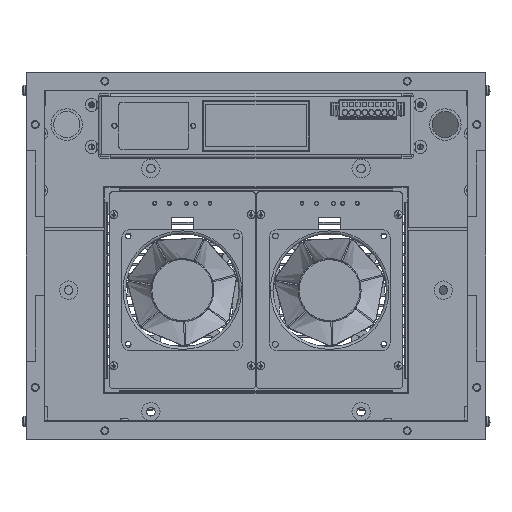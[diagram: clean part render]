
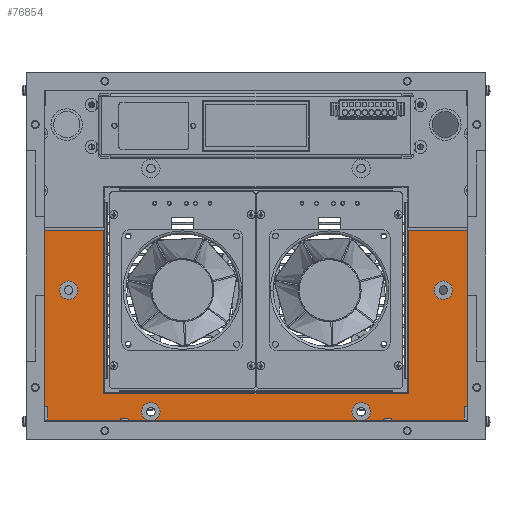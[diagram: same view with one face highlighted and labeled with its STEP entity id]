
A CAD part, front view. The second image highlights one B-rep face of the part: STEP entity #76854.
In plain terms, the highlighted planar face has unit normal (0, -1, 0).
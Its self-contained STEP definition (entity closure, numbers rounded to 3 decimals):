
#76339=DIRECTION('',(-1.,0.,0.));
#76340=VECTOR('',#76339,56.);
#76341=CARTESIAN_POINT('',(56.,-5.,-2.));
#76342=LINE('',#76341,#76340);
#76347=DIRECTION('',(0.,0.,1.));
#76348=VECTOR('',#76347,124.5);
#76349=CARTESIAN_POINT('',(56.,-5.,-126.5));
#76350=LINE('',#76349,#76348);
#76355=DIRECTION('',(-1.,0.,0.));
#76356=VECTOR('',#76355,232.);
#76357=CARTESIAN_POINT('',(288.,-5.,-126.5));
#76358=LINE('',#76357,#76356);
#76363=DIRECTION('',(0.,0.,-1.));
#76364=VECTOR('',#76363,124.5);
#76365=CARTESIAN_POINT('',(288.,-5.,-2.));
#76366=LINE('',#76365,#76364);
#76371=DIRECTION('',(-1.,0.,0.));
#76372=VECTOR('',#76371,56.);
#76373=CARTESIAN_POINT('',(344.,-5.,-2.));
#76374=LINE('',#76373,#76372);
#76379=DIRECTION('',(0.,0.,1.));
#76380=VECTOR('',#76379,134.);
#76381=CARTESIAN_POINT('',(344.,-5.,-136.));
#76382=LINE('',#76381,#76380);
#76387=DIRECTION('',(1.,0.,0.));
#76388=VECTOR('',#76387,13.5);
#76389=CARTESIAN_POINT('',(330.5,-5.,-136.));
#76390=LINE('',#76389,#76388);
#76395=DIRECTION('',(0.,0.,1.));
#76396=VECTOR('',#76395,13.5);
#76397=CARTESIAN_POINT('',(330.5,-5.,-149.5));
#76398=LINE('',#76397,#76396);
#76403=DIRECTION('',(1.,0.,0.));
#76404=VECTOR('',#76403,317.);
#76405=CARTESIAN_POINT('',(13.5,-5.,-149.5));
#76406=LINE('',#76405,#76404);
#76411=DIRECTION('',(0.,0.,-1.));
#76412=VECTOR('',#76411,13.5);
#76413=CARTESIAN_POINT('',(13.5,-5.,-136.));
#76414=LINE('',#76413,#76412);
#76419=DIRECTION('',(1.,0.,0.));
#76420=VECTOR('',#76419,13.5);
#76421=CARTESIAN_POINT('',(0.,-5.,-136.));
#76422=LINE('',#76421,#76420);
#76427=DIRECTION('',(0.,0.,-1.));
#76428=VECTOR('',#76427,134.);
#76429=CARTESIAN_POINT('',(0.,-5.,-2.));
#76430=LINE('',#76429,#76428);
#76435=CARTESIAN_POINT('',(92.,-5.,-140.));
#76436=DIRECTION('',(0.,-1.,0.));
#76437=DIRECTION('',(1.,0.,0.));
#76438=AXIS2_PLACEMENT_3D('',#76435,#76436,#76437);
#76440=CARTESIAN_POINT('',(92.,-5.,-140.));
#76441=DIRECTION('',(0.,-1.,0.));
#76442=DIRECTION('',(-1.,0.,0.));
#76443=AXIS2_PLACEMENT_3D('',#76440,#76441,#76442);
#76445=CARTESIAN_POINT('',(252.,-5.,-140.));
#76446=DIRECTION('',(0.,-1.,0.));
#76447=DIRECTION('',(1.,0.,0.));
#76448=AXIS2_PLACEMENT_3D('',#76445,#76446,#76447);
#76450=CARTESIAN_POINT('',(252.,-5.,-140.));
#76451=DIRECTION('',(0.,-1.,0.));
#76452=DIRECTION('',(-1.,0.,0.));
#76453=AXIS2_PLACEMENT_3D('',#76450,#76451,#76452);
#76455=CARTESIAN_POINT('',(314.5,-5.,-47.5));
#76456=DIRECTION('',(0.,-1.,0.));
#76457=DIRECTION('',(1.,0.,0.));
#76458=AXIS2_PLACEMENT_3D('',#76455,#76456,#76457);
#76460=CARTESIAN_POINT('',(314.5,-5.,-47.5));
#76461=DIRECTION('',(0.,-1.,0.));
#76462=DIRECTION('',(-1.,0.,0.));
#76463=AXIS2_PLACEMENT_3D('',#76460,#76461,#76462);
#76465=CARTESIAN_POINT('',(29.5,-5.,-47.5));
#76466=DIRECTION('',(0.,-1.,0.));
#76467=DIRECTION('',(1.,0.,0.));
#76468=AXIS2_PLACEMENT_3D('',#76465,#76466,#76467);
#76470=CARTESIAN_POINT('',(29.5,-5.,-47.5));
#76471=DIRECTION('',(0.,-1.,0.));
#76472=DIRECTION('',(-1.,0.,0.));
#76473=AXIS2_PLACEMENT_3D('',#76470,#76471,#76472);
#76547=CARTESIAN_POINT('',(56.,-5.,-2.));
#76548=VERTEX_POINT('',#76547);
#76549=CARTESIAN_POINT('',(0.,-5.,-2.));
#76550=VERTEX_POINT('',#76549);
#76551=CARTESIAN_POINT('',(56.,-5.,-126.5));
#76552=VERTEX_POINT('',#76551);
#76553=CARTESIAN_POINT('',(288.,-5.,-126.5));
#76554=VERTEX_POINT('',#76553);
#76555=CARTESIAN_POINT('',(288.,-5.,-2.));
#76556=VERTEX_POINT('',#76555);
#76557=CARTESIAN_POINT('',(344.,-5.,-2.));
#76558=VERTEX_POINT('',#76557);
#76559=CARTESIAN_POINT('',(344.,-5.,-136.));
#76560=VERTEX_POINT('',#76559);
#76561=CARTESIAN_POINT('',(330.5,-5.,-136.));
#76562=VERTEX_POINT('',#76561);
#76563=CARTESIAN_POINT('',(330.5,-5.,-149.5));
#76564=VERTEX_POINT('',#76563);
#76565=CARTESIAN_POINT('',(13.5,-5.,-149.5));
#76566=VERTEX_POINT('',#76565);
#76567=CARTESIAN_POINT('',(13.5,-5.,-136.));
#76568=VERTEX_POINT('',#76567);
#76569=CARTESIAN_POINT('',(0.,-5.,-136.));
#76570=VERTEX_POINT('',#76569);
#76571=CARTESIAN_POINT('',(99.,-5.,-140.));
#76572=CARTESIAN_POINT('',(85.,-5.,-140.));
#76573=VERTEX_POINT('',#76571);
#76574=VERTEX_POINT('',#76572);
#76575=CARTESIAN_POINT('',(259.,-5.,-140.));
#76576=CARTESIAN_POINT('',(245.,-5.,-140.));
#76577=VERTEX_POINT('',#76575);
#76578=VERTEX_POINT('',#76576);
#76579=CARTESIAN_POINT('',(321.5,-5.,-47.5));
#76580=CARTESIAN_POINT('',(307.5,-5.,-47.5));
#76581=VERTEX_POINT('',#76579);
#76582=VERTEX_POINT('',#76580);
#76583=CARTESIAN_POINT('',(36.5,-5.,-47.5));
#76584=CARTESIAN_POINT('',(22.5,-5.,-47.5));
#76585=VERTEX_POINT('',#76583);
#76586=VERTEX_POINT('',#76584);
#76811=CARTESIAN_POINT('',(0.,-5.,0.));
#76812=DIRECTION('',(0.,1.,0.));
#76813=DIRECTION('',(1.,0.,0.));
#76814=AXIS2_PLACEMENT_3D('',#76811,#76812,#76813);
#76815=PLANE('',#76814);
#76816=ORIENTED_EDGE('',*,*,#76651,.F.);
#76817=ORIENTED_EDGE('',*,*,#76666,.F.);
#76818=ORIENTED_EDGE('',*,*,#76680,.F.);
#76819=ORIENTED_EDGE('',*,*,#76694,.F.);
#76820=ORIENTED_EDGE('',*,*,#76708,.F.);
#76821=ORIENTED_EDGE('',*,*,#76722,.F.);
#76822=ORIENTED_EDGE('',*,*,#76736,.F.);
#76823=ORIENTED_EDGE('',*,*,#76750,.F.);
#76824=ORIENTED_EDGE('',*,*,#76764,.F.);
#76825=ORIENTED_EDGE('',*,*,#76778,.F.);
#76826=ORIENTED_EDGE('',*,*,#76792,.F.);
#76827=ORIENTED_EDGE('',*,*,#76805,.F.);
#76828=EDGE_LOOP('',(#76816,#76817,#76818,#76819,#76820,#76821,#76822,#76823,
#76824,#76825,#76826,#76827));
#76829=FACE_OUTER_BOUND('',#76828,.F.);
#76831=ORIENTED_EDGE('',*,*,#76830,.T.);
#76833=ORIENTED_EDGE('',*,*,#76832,.T.);
#76834=EDGE_LOOP('',(#76831,#76833));
#76835=FACE_BOUND('',#76834,.F.);
#76837=ORIENTED_EDGE('',*,*,#76836,.T.);
#76839=ORIENTED_EDGE('',*,*,#76838,.T.);
#76840=EDGE_LOOP('',(#76837,#76839));
#76841=FACE_BOUND('',#76840,.F.);
#76843=ORIENTED_EDGE('',*,*,#76842,.T.);
#76845=ORIENTED_EDGE('',*,*,#76844,.T.);
#76846=EDGE_LOOP('',(#76843,#76845));
#76847=FACE_BOUND('',#76846,.F.);
#76849=ORIENTED_EDGE('',*,*,#76848,.T.);
#76851=ORIENTED_EDGE('',*,*,#76850,.T.);
#76852=EDGE_LOOP('',(#76849,#76851));
#76853=FACE_BOUND('',#76852,.F.);
#76854=ADVANCED_FACE('',(#76829,#76835,#76841,#76847,#76853),#76815,.F.);
#76439=CIRCLE('',#76438,7.);
#76444=CIRCLE('',#76443,7.);
#76449=CIRCLE('',#76448,7.);
#76454=CIRCLE('',#76453,7.);
#76459=CIRCLE('',#76458,7.);
#76464=CIRCLE('',#76463,7.);
#76469=CIRCLE('',#76468,7.);
#76474=CIRCLE('',#76473,7.);
#76651=EDGE_CURVE('',#76548,#76550,#76342,.T.);
#76666=EDGE_CURVE('',#76552,#76548,#76350,.T.);
#76680=EDGE_CURVE('',#76554,#76552,#76358,.T.);
#76694=EDGE_CURVE('',#76556,#76554,#76366,.T.);
#76708=EDGE_CURVE('',#76558,#76556,#76374,.T.);
#76722=EDGE_CURVE('',#76560,#76558,#76382,.T.);
#76736=EDGE_CURVE('',#76562,#76560,#76390,.T.);
#76750=EDGE_CURVE('',#76564,#76562,#76398,.T.);
#76764=EDGE_CURVE('',#76566,#76564,#76406,.T.);
#76778=EDGE_CURVE('',#76568,#76566,#76414,.T.);
#76792=EDGE_CURVE('',#76570,#76568,#76422,.T.);
#76805=EDGE_CURVE('',#76550,#76570,#76430,.T.);
#76830=EDGE_CURVE('',#76573,#76574,#76439,.T.);
#76832=EDGE_CURVE('',#76574,#76573,#76444,.T.);
#76836=EDGE_CURVE('',#76577,#76578,#76449,.T.);
#76838=EDGE_CURVE('',#76578,#76577,#76454,.T.);
#76842=EDGE_CURVE('',#76581,#76582,#76459,.T.);
#76844=EDGE_CURVE('',#76582,#76581,#76464,.T.);
#76848=EDGE_CURVE('',#76585,#76586,#76469,.T.);
#76850=EDGE_CURVE('',#76586,#76585,#76474,.T.);
